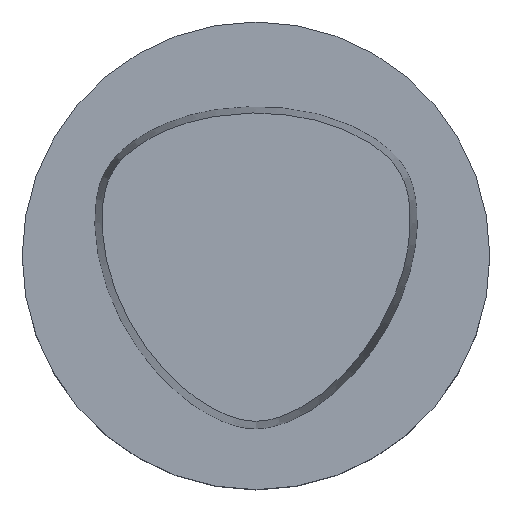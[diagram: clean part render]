
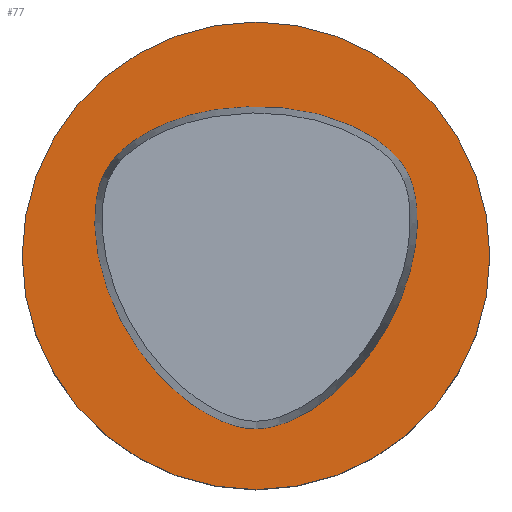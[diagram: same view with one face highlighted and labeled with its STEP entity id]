
A CAD part, top view. The second image highlights one B-rep face of the part: STEP entity #77.
In plain terms, the highlighted planar face has unit normal (0, 0, 1).
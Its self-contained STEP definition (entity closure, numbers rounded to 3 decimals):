
#77=ADVANCED_FACE('',(#89,#90),#91,.T.);
#89=FACE_BOUND('',#496,.T.);
#90=FACE_OUTER_BOUND('',#497,.T.);
#91=PLANE('',#498);
#496=EDGE_LOOP('',(#524));
#497=EDGE_LOOP('',(#525));
#498=AXIS2_PLACEMENT_3D('',#526,#527,#528);
#524=ORIENTED_EDGE('',*,*,#559,.T.);
#525=ORIENTED_EDGE('',*,*,#561,.T.);
#526=CARTESIAN_POINT('',(0.,19.996,0.));
#527=DIRECTION('',(0.,0.,1.0));
#528=DIRECTION('',(0.,1.0,0.));
#559=EDGE_CURVE('',#569,#569,#570,.T.);
#561=EDGE_CURVE('',#572,#572,#573,.T.);
#569=VERTEX_POINT('',#634);
#570=B_SPLINE_CURVE_WITH_KNOTS('',3,(#635,#636,#637,#638,#639,#640,#641,#642,#643,#644,#645,#646,#647,#648,#649,#650,#651,#652,#653,#654,#655,#656,#657,#658,#659,#660,#661,#662,#663,#664,#665,#666,#667,#668,#669,#670,#671,#672,#673,#674,#675,#676,#677,#678,#679,#680,#681,#682,#683,#684,#685,#686,#687,#688,#689,#690,#691,#692,#693,#694,#695,#696,#697,#698,#699,#700,#701,#702,#703,#704,#705,#706,#707,#708,#709,#710,#711,#712,#713,#714,#715,#716,#717,#718,#719,#720,#721,#722,#723,#724,#725,#726,#727,#728,#729,#730),.UNSPECIFIED.,.T.,.F.,(4,2,2,2,2,2,2,2,2,2,2,2,2,2,2,2,2,2,2,2,2,2,2,2,2,2,2,2,2,2,2,2,2,2,2,2,2,2,2,2,2,2,2,2,2,2,2,4),(0.0,0.023,0.046,0.069,0.091,0.112,0.133,0.153,0.173,0.194,0.214,0.235,0.257,0.279,0.302,0.326,0.349,0.372,0.395,0.417,0.439,0.459,0.48,0.5,0.52,0.541,0.561,0.583,0.605,0.628,0.651,0.674,0.698,0.721,0.743,0.765,0.786,0.806,0.827,0.847,0.867,0.888,0.909,0.931,0.954,0.977,1.,1.0),.UNSPECIFIED.);
#572=VERTEX_POINT('',#735);
#573=CIRCLE('',#736,39.993);
#634=CARTESIAN_POINT('',(-0.002,-29.575,0.));
#635=CARTESIAN_POINT('',(-0.002,-29.575,0.));
#636=CARTESIAN_POINT('',(-1.344,-29.594,0.));
#637=CARTESIAN_POINT('',(-2.687,-29.333,0.));
#638=CARTESIAN_POINT('',(-5.261,-28.54,0.));
#639=CARTESIAN_POINT('',(-6.491,-28.009,0.));
#640=CARTESIAN_POINT('',(-8.829,-26.78,0.));
#641=CARTESIAN_POINT('',(-9.938,-26.086,0.));
#642=CARTESIAN_POINT('',(-12.031,-24.593,0.));
#643=CARTESIAN_POINT('',(-13.017,-23.798,0.));
#644=CARTESIAN_POINT('',(-14.873,-22.138,0.0));
#645=CARTESIAN_POINT('',(-15.746,-21.276,0.0));
#646=CARTESIAN_POINT('',(-17.388,-19.499,0.));
#647=CARTESIAN_POINT('',(-18.159,-18.587,0.));
#648=CARTESIAN_POINT('',(-19.609,-16.715,0.0));
#649=CARTESIAN_POINT('',(-20.29,-15.757,0.));
#650=CARTESIAN_POINT('',(-21.566,-13.798,0.0));
#651=CARTESIAN_POINT('',(-22.162,-12.796,0.));
#652=CARTESIAN_POINT('',(-23.275,-10.743,0.));
#653=CARTESIAN_POINT('',(-23.791,-9.693,0.));
#654=CARTESIAN_POINT('',(-24.742,-7.538,0.));
#655=CARTESIAN_POINT('',(-25.176,-6.433,0.));
#656=CARTESIAN_POINT('',(-25.955,-4.164,0.));
#657=CARTESIAN_POINT('',(-26.299,-2.998,0.0));
#658=CARTESIAN_POINT('',(-26.882,-0.603,0.0));
#659=CARTESIAN_POINT('',(-27.119,0.627,0.0));
#660=CARTESIAN_POINT('',(-27.461,3.147,0.0));
#661=CARTESIAN_POINT('',(-27.561,4.438,0.0));
#662=CARTESIAN_POINT('',(-27.586,7.058,0.0));
#663=CARTESIAN_POINT('',(-27.506,8.387,0.0));
#664=CARTESIAN_POINT('',(-27.095,11.035,0.0));
#665=CARTESIAN_POINT('',(-26.763,12.355,0.0));
#666=CARTESIAN_POINT('',(-25.672,14.812,0.0));
#667=CARTESIAN_POINT('',(-24.915,15.951,0.0));
#668=CARTESIAN_POINT('',(-23.121,17.957,0.0));
#669=CARTESIAN_POINT('',(-22.084,18.824,0.0));
#670=CARTESIAN_POINT('',(-19.909,20.362,0.0));
#671=CARTESIAN_POINT('',(-18.772,21.035,0.0));
#672=CARTESIAN_POINT('',(-16.457,22.207,0.0));
#673=CARTESIAN_POINT('',(-15.28,22.711,0.0));
#674=CARTESIAN_POINT('',(-12.921,23.586,0.));
#675=CARTESIAN_POINT('',(-11.74,23.96,0.));
#676=CARTESIAN_POINT('',(-9.376,24.574,0.));
#677=CARTESIAN_POINT('',(-8.195,24.816,0.0));
#678=CARTESIAN_POINT('',(-5.839,25.176,0.));
#679=CARTESIAN_POINT('',(-4.665,25.296,0.));
#680=CARTESIAN_POINT('',(-2.331,25.454,0.));
#681=CARTESIAN_POINT('',(-1.172,25.494,0.));
#682=CARTESIAN_POINT('',(1.155,25.495,0.));
#683=CARTESIAN_POINT('',(2.323,25.455,0.));
#684=CARTESIAN_POINT('',(4.665,25.296,0.));
#685=CARTESIAN_POINT('',(5.838,25.175,0.));
#686=CARTESIAN_POINT('',(8.194,24.815,0.0));
#687=CARTESIAN_POINT('',(9.377,24.574,0.));
#688=CARTESIAN_POINT('',(11.74,23.96,0.));
#689=CARTESIAN_POINT('',(12.92,23.585,0.0));
#690=CARTESIAN_POINT('',(15.28,22.711,0.));
#691=CARTESIAN_POINT('',(16.457,22.207,0.));
#692=CARTESIAN_POINT('',(18.773,21.035,0.));
#693=CARTESIAN_POINT('',(19.909,20.362,0.));
#694=CARTESIAN_POINT('',(22.084,18.824,0.0));
#695=CARTESIAN_POINT('',(23.121,17.957,0.));
#696=CARTESIAN_POINT('',(24.915,15.951,0.));
#697=CARTESIAN_POINT('',(25.673,14.812,0.));
#698=CARTESIAN_POINT('',(26.763,12.355,0.0));
#699=CARTESIAN_POINT('',(27.095,11.035,0.));
#700=CARTESIAN_POINT('',(27.506,8.387,0.));
#701=CARTESIAN_POINT('',(27.586,7.058,0.0));
#702=CARTESIAN_POINT('',(27.561,4.438,0.));
#703=CARTESIAN_POINT('',(27.46,3.147,0.));
#704=CARTESIAN_POINT('',(27.119,0.627,0.0));
#705=CARTESIAN_POINT('',(26.882,-0.603,0.0));
#706=CARTESIAN_POINT('',(26.299,-2.998,0.0));
#707=CARTESIAN_POINT('',(25.955,-4.164,0.0));
#708=CARTESIAN_POINT('',(25.176,-6.433,0.0));
#709=CARTESIAN_POINT('',(24.742,-7.538,0.0));
#710=CARTESIAN_POINT('',(23.791,-9.693,0.0));
#711=CARTESIAN_POINT('',(23.275,-10.743,0.0));
#712=CARTESIAN_POINT('',(22.162,-12.795,0.0));
#713=CARTESIAN_POINT('',(21.566,-13.798,0.0));
#714=CARTESIAN_POINT('',(20.29,-15.757,0.0));
#715=CARTESIAN_POINT('',(19.609,-16.715,0.0));
#716=CARTESIAN_POINT('',(18.159,-18.586,0.0));
#717=CARTESIAN_POINT('',(17.388,-19.5,0.0));
#718=CARTESIAN_POINT('',(15.746,-21.276,0.0));
#719=CARTESIAN_POINT('',(14.873,-22.138,0.0));
#720=CARTESIAN_POINT('',(13.016,-23.798,0.0));
#721=CARTESIAN_POINT('',(12.031,-24.593,0.));
#722=CARTESIAN_POINT('',(9.938,-26.085,0.));
#723=CARTESIAN_POINT('',(8.829,-26.777,0.));
#724=CARTESIAN_POINT('',(6.491,-28.012,0.0));
#725=CARTESIAN_POINT('',(5.261,-28.55,0.));
#726=CARTESIAN_POINT('',(2.687,-29.323,0.));
#727=CARTESIAN_POINT('',(1.343,-29.556,0.0));
#728=CARTESIAN_POINT('',(-0.001,-29.575,0.));
#729=CARTESIAN_POINT('',(-0.001,-29.575,0.));
#730=CARTESIAN_POINT('',(-0.002,-29.575,0.));
#735=CARTESIAN_POINT('',(0.,39.993,0.));
#736=AXIS2_PLACEMENT_3D('',#747,#748,#749);
#747=CARTESIAN_POINT('',(0.0,0.0,0.0));
#748=DIRECTION('',(0.,0.,1.0));
#749=DIRECTION('',(0.,1.0,0.));
